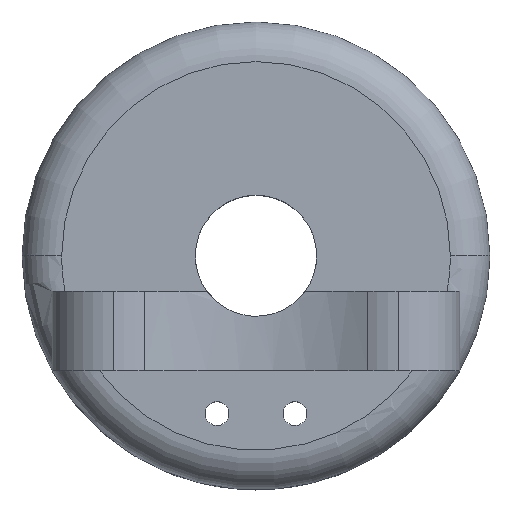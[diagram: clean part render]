
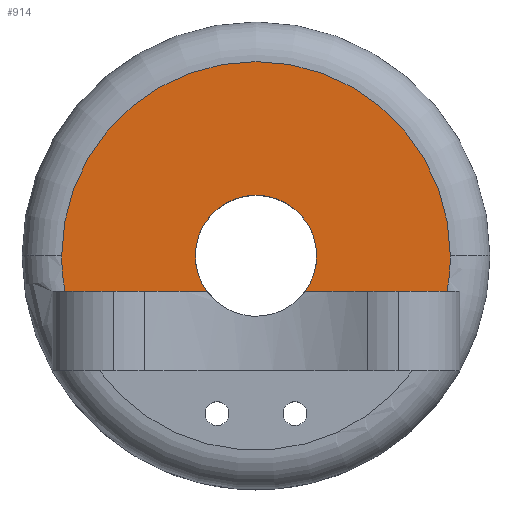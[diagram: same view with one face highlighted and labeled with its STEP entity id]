
A CAD part, top view. The second image highlights one B-rep face of the part: STEP entity #914.
In plain terms, the highlighted planar face has unit normal (0, 0, 1).
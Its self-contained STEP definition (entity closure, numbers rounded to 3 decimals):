
#84 = EDGE_LOOP ( 'NONE', ( #1223, #1391, #576, #131, #343, #244, #1729, #1519 ) ) ;
#90 = DIRECTION ( 'NONE',  ( 0., 0., 1. ) ) ;
#117 = AXIS2_PLACEMENT_3D ( 'NONE', #1572, #334, #1581 ) ;
#127 = CARTESIAN_POINT ( 'NONE',  ( 0., -4.5, 14. ) ) ;
#131 = ORIENTED_EDGE ( 'NONE', *, *, #1774, .T. ) ;
#192 = LINE ( 'NONE', #1417, #680 ) ;
#244 = ORIENTED_EDGE ( 'NONE', *, *, #426, .T. ) ;
#247 = DIRECTION ( 'NONE',  ( 1., 0., 0. ) ) ;
#261 = CARTESIAN_POINT ( 'NONE',  ( -24.5, 0., 14. ) ) ;
#274 = CARTESIAN_POINT ( 'NONE',  ( 7.65, 0., 14. ) ) ;
#334 = DIRECTION ( 'NONE',  ( 0., 0., 1. ) ) ;
#343 = ORIENTED_EDGE ( 'NONE', *, *, #1115, .T. ) ;
#354 = EDGE_CURVE ( 'NONE', #1145, #920, #1706, .T. ) ;
#413 = AXIS2_PLACEMENT_3D ( 'NONE', #895, #1155, #1178 ) ;
#426 = EDGE_CURVE ( 'NONE', #1049, #920, #1101, .T. ) ;
#466 = CARTESIAN_POINT ( 'NONE',  ( 24.5, 0., 14. ) ) ;
#486 = CARTESIAN_POINT ( 'NONE',  ( 0., 0., 14. ) ) ;
#487 = EDGE_CURVE ( 'NONE', #1129, #1563, #192, .T. ) ;
#498 = EDGE_CURVE ( 'NONE', #1129, #1014, #1402, .T. ) ;
#547 = AXIS2_PLACEMENT_3D ( 'NONE', #1800, #1125, #1528 ) ;
#560 = CIRCLE ( 'NONE', #1028, 24.5 ) ;
#565 = CARTESIAN_POINT ( 'NONE',  ( -7.65, 0., 14. ) ) ;
#576 = ORIENTED_EDGE ( 'NONE', *, *, #638, .T. ) ;
#638 = EDGE_CURVE ( 'NONE', #1563, #851, #1256, .T. ) ;
#680 = VECTOR ( 'NONE', #1147, 1000. ) ;
#712 = DIRECTION ( 'NONE',  ( 1., 0., 0. ) ) ;
#839 = DIRECTION ( 'NONE',  ( 0., 0., 1. ) ) ;
#841 = CIRCLE ( 'NONE', #873, 24.5 ) ;
#844 = CARTESIAN_POINT ( 'NONE',  ( 24.083, -4.5, 14. ) ) ;
#851 = VERTEX_POINT ( 'NONE', #466 ) ;
#868 = DIRECTION ( 'NONE',  ( 1., 0., 0. ) ) ;
#873 = AXIS2_PLACEMENT_3D ( 'NONE', #1094, #90, #247 ) ;
#892 = CARTESIAN_POINT ( 'NONE',  ( -6.186, -4.5, 14. ) ) ;
#895 = CARTESIAN_POINT ( 'NONE',  ( 0., 0., 14. ) ) ;
#907 = CARTESIAN_POINT ( 'NONE',  ( 0., 0., 14. ) ) ;
#914 = ADVANCED_FACE ( 'NONE', ( #1737 ), #1329, .T. ) ;
#915 = AXIS2_PLACEMENT_3D ( 'NONE', #486, #1043, #1588 ) ;
#920 = VERTEX_POINT ( 'NONE', #892 ) ;
#972 = VECTOR ( 'NONE', #712, 1000. ) ;
#1014 = VERTEX_POINT ( 'NONE', #274 ) ;
#1028 = AXIS2_PLACEMENT_3D ( 'NONE', #1675, #839, #868 ) ;
#1043 = DIRECTION ( 'NONE',  ( 0., 0., 1. ) ) ;
#1049 = VERTEX_POINT ( 'NONE', #1518 ) ;
#1094 = CARTESIAN_POINT ( 'NONE',  ( 0., 0., 14. ) ) ;
#1101 = LINE ( 'NONE', #127, #972 ) ;
#1115 = EDGE_CURVE ( 'NONE', #1443, #1049, #560, .T. ) ;
#1125 = DIRECTION ( 'NONE',  ( 0., 0., 1. ) ) ;
#1129 = VERTEX_POINT ( 'NONE', #1257 ) ;
#1145 = VERTEX_POINT ( 'NONE', #565 ) ;
#1147 = DIRECTION ( 'NONE',  ( 1., 0., 0. ) ) ;
#1155 = DIRECTION ( 'NONE',  ( 0., 0., 1. ) ) ;
#1178 = DIRECTION ( 'NONE',  ( 1., 0., 0. ) ) ;
#1196 = DIRECTION ( 'NONE',  ( 0., 0., 1. ) ) ;
#1223 = ORIENTED_EDGE ( 'NONE', *, *, #498, .F. ) ;
#1256 = CIRCLE ( 'NONE', #1604, 24.5 ) ;
#1257 = CARTESIAN_POINT ( 'NONE',  ( 6.186, -4.5, 14. ) ) ;
#1329 = PLANE ( 'NONE',  #117 ) ;
#1346 = EDGE_CURVE ( 'NONE', #1014, #1145, #1754, .T. ) ;
#1391 = ORIENTED_EDGE ( 'NONE', *, *, #487, .T. ) ;
#1402 = CIRCLE ( 'NONE', #413, 7.65 ) ;
#1417 = CARTESIAN_POINT ( 'NONE',  ( 0., -4.5, 14. ) ) ;
#1443 = VERTEX_POINT ( 'NONE', #261 ) ;
#1455 = DIRECTION ( 'NONE',  ( 1., 0., 0. ) ) ;
#1518 = CARTESIAN_POINT ( 'NONE',  ( -24.083, -4.5, 14. ) ) ;
#1519 = ORIENTED_EDGE ( 'NONE', *, *, #1346, .F. ) ;
#1528 = DIRECTION ( 'NONE',  ( 1., 0., 0. ) ) ;
#1563 = VERTEX_POINT ( 'NONE', #844 ) ;
#1572 = CARTESIAN_POINT ( 'NONE',  ( 0., 0., 14. ) ) ;
#1581 = DIRECTION ( 'NONE',  ( 1., 0., 0. ) ) ;
#1588 = DIRECTION ( 'NONE',  ( 1., 0., 0. ) ) ;
#1604 = AXIS2_PLACEMENT_3D ( 'NONE', #907, #1196, #1455 ) ;
#1675 = CARTESIAN_POINT ( 'NONE',  ( 0., 0., 14. ) ) ;
#1706 = CIRCLE ( 'NONE', #547, 7.65 ) ;
#1729 = ORIENTED_EDGE ( 'NONE', *, *, #354, .F. ) ;
#1737 = FACE_OUTER_BOUND ( 'NONE', #84, .T. ) ;
#1754 = CIRCLE ( 'NONE', #915, 7.65 ) ;
#1774 = EDGE_CURVE ( 'NONE', #851, #1443, #841, .T. ) ;
#1800 = CARTESIAN_POINT ( 'NONE',  ( 0., 0., 14. ) ) ;
